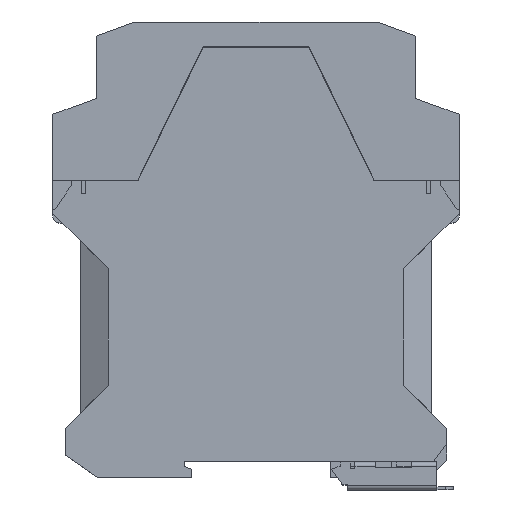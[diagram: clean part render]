
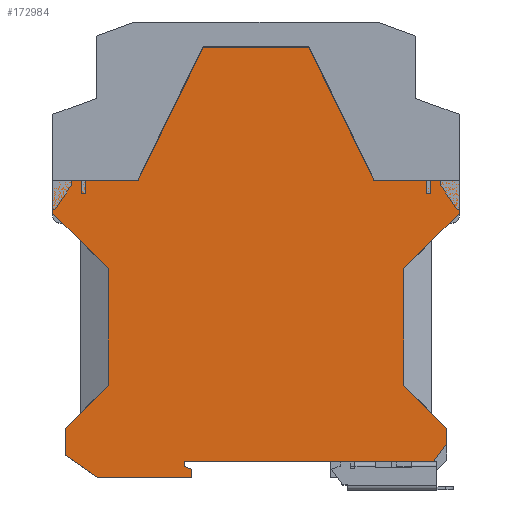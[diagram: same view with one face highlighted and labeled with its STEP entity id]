
A CAD part, top view. The second image highlights one B-rep face of the part: STEP entity #172984.
In plain terms, the highlighted planar face has unit normal (0, 0, 1).
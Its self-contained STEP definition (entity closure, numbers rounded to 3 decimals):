
#167875=DIRECTION('',(-0.707,0.707,
0.));
#167876=VECTOR('',#167875,19.166);
#167877=CARTESIAN_POINT('',(-35.948,-1.502,8.75));
#167878=LINE('',#167877,#167876);
#167879=DIRECTION('',(0.438,0.899,0.));
#167880=VECTOR('',#167879,36.048);
#167881=CARTESIAN_POINT('',(-28.653,20.1,8.75));
#167882=LINE('',#167881,#167880);
#167883=DIRECTION('',(0.438,-0.899,0.));
#167884=VECTOR('',#167883,36.048);
#167885=CARTESIAN_POINT('',(12.85,52.5,8.75));
#167886=LINE('',#167885,#167884);
#167887=DIRECTION('',(-0.707,-0.707,
0.));
#167888=VECTOR('',#167887,19.167);
#167889=CARTESIAN_POINT('',(49.501,12.051,8.75));
#167890=LINE('',#167889,#167888);
#167891=DIRECTION('',(0.707,-0.707,
0.));
#167892=VECTOR('',#167891,14.922);
#167893=CARTESIAN_POINT('',(35.948,-29.898,8.75));
#167894=LINE('',#167893,#167892);
#167895=DIRECTION('',(-0.596,-0.803,0.));
#167896=VECTOR('',#167895,5.472);
#167897=CARTESIAN_POINT('',(46.499,-44.106,8.75));
#167898=LINE('',#167897,#167896);
#167899=DIRECTION('',(0.94,-0.342,0.));
#167900=VECTOR('',#167899,2.022);
#167901=CARTESIAN_POINT('',(-17.5,-49.7,8.75));
#167902=LINE('',#167901,#167900);
#167903=DIRECTION('',(-0.819,0.574,0.));
#167904=VECTOR('',#167903,9.589);
#167905=CARTESIAN_POINT('',(-38.644,-52.4,8.75));
#167906=LINE('',#167905,#167904);
#167907=DIRECTION('',(0.707,0.707,0.));
#167908=VECTOR('',#167907,14.922);
#167909=CARTESIAN_POINT('',(-46.499,-40.449,8.75));
#167910=LINE('',#167909,#167908);
#167911=DIRECTION('',(0.,-1.,0.));
#167912=VECTOR('',#167911,28.395);
#167913=CARTESIAN_POINT('',(-35.948,-1.502,8.75));
#167914=LINE('',#167913,#167912);
#168170=DIRECTION('',(1.,0.,0.));
#168171=VECTOR('',#168170,60.739);
#168172=CARTESIAN_POINT('',(-17.5,-48.5,8.75));
#168173=LINE('',#168172,#168171);
#168262=DIRECTION('',(0.,1.,0.));
#168263=VECTOR('',#168262,2.008);
#168264=CARTESIAN_POINT('',(-15.6,-52.4,8.75));
#168265=LINE('',#168264,#168263);
#168338=DIRECTION('',(0.,1.,0.));
#168339=VECTOR('',#168338,1.2);
#168340=CARTESIAN_POINT('',(-17.5,-49.7,8.75));
#168341=LINE('',#168340,#168339);
#168346=DIRECTION('',(1.,0.,0.));
#168347=VECTOR('',#168346,23.044);
#168348=CARTESIAN_POINT('',(-38.644,-52.4,8.75));
#168349=LINE('',#168348,#168347);
#168362=DIRECTION('',(0.,-1.,0.));
#168363=VECTOR('',#168362,6.451);
#168364=CARTESIAN_POINT('',(-46.499,-40.449,8.75));
#168365=LINE('',#168364,#168363);
#168386=DIRECTION('',(0.,1.,0.));
#168387=VECTOR('',#168386,3.657);
#168388=CARTESIAN_POINT('',(46.499,-44.106,8.75));
#168389=LINE('',#168388,#168387);
#168402=DIRECTION('',(0.,1.,0.));
#168403=VECTOR('',#168402,28.395);
#168404=CARTESIAN_POINT('',(35.948,-29.898,8.75));
#168405=LINE('',#168404,#168403);
#169175=DIRECTION('',(0.,1.,0.));
#169176=VECTOR('',#169175,8.049);
#169177=CARTESIAN_POINT('',(49.501,12.051,8.75));
#169178=LINE('',#169177,#169176);
#169250=DIRECTION('',(-1.,0.,0.));
#169251=VECTOR('',#169250,20.848);
#169252=CARTESIAN_POINT('',(49.501,20.1,8.75));
#169253=LINE('',#169252,#169251);
#169451=DIRECTION('',(-1.,0.,0.));
#169452=VECTOR('',#169451,20.847);
#169453=CARTESIAN_POINT('',(-28.653,20.1,8.75));
#169454=LINE('',#169453,#169452);
#169543=DIRECTION('',(-1.,0.,0.));
#169544=VECTOR('',#169543,25.7);
#169545=CARTESIAN_POINT('',(12.85,52.5,8.75));
#169546=LINE('',#169545,#169544);
#169627=DIRECTION('',(0.,-1.,0.));
#169628=VECTOR('',#169627,8.05);
#169629=CARTESIAN_POINT('',(-49.5,20.1,8.75));
#169630=LINE('',#169629,#169628);
#171703=CARTESIAN_POINT('',(-35.948,-1.502,8.75));
#171704=CARTESIAN_POINT('',(-35.948,-29.898,8.75));
#171705=VERTEX_POINT('',#171703);
#171706=VERTEX_POINT('',#171704);
#171707=CARTESIAN_POINT('',(-49.5,20.1,8.75));
#171708=CARTESIAN_POINT('',(-49.5,12.05,8.75));
#171709=VERTEX_POINT('',#171707);
#171710=VERTEX_POINT('',#171708);
#171711=CARTESIAN_POINT('',(12.85,52.5,8.75));
#171712=CARTESIAN_POINT('',(-12.85,52.5,8.75));
#171713=VERTEX_POINT('',#171711);
#171714=VERTEX_POINT('',#171712);
#171715=CARTESIAN_POINT('',(49.501,12.051,8.75));
#171716=CARTESIAN_POINT('',(49.501,20.1,8.75));
#171717=VERTEX_POINT('',#171715);
#171718=VERTEX_POINT('',#171716);
#171719=CARTESIAN_POINT('',(35.948,-29.898,8.75));
#171720=CARTESIAN_POINT('',(35.948,-1.502,8.75));
#171721=VERTEX_POINT('',#171719);
#171722=VERTEX_POINT('',#171720);
#171723=CARTESIAN_POINT('',(46.499,-44.106,8.75));
#171724=CARTESIAN_POINT('',(46.499,-40.449,8.75));
#171725=VERTEX_POINT('',#171723);
#171726=VERTEX_POINT('',#171724);
#171727=CARTESIAN_POINT('',(43.239,-48.5,8.75));
#171728=VERTEX_POINT('',#171727);
#171729=CARTESIAN_POINT('',(-17.5,-49.7,8.75));
#171730=CARTESIAN_POINT('',(-17.5,-48.5,8.75));
#171731=VERTEX_POINT('',#171729);
#171732=VERTEX_POINT('',#171730);
#171733=CARTESIAN_POINT('',(-15.6,-50.392,8.75));
#171734=VERTEX_POINT('',#171733);
#171735=CARTESIAN_POINT('',(-15.6,-52.4,8.75));
#171736=VERTEX_POINT('',#171735);
#171737=CARTESIAN_POINT('',(-38.644,-52.4,8.75));
#171738=VERTEX_POINT('',#171737);
#171739=CARTESIAN_POINT('',(-46.499,-46.9,8.75));
#171740=VERTEX_POINT('',#171739);
#171741=CARTESIAN_POINT('',(-46.499,-40.449,8.75));
#171742=VERTEX_POINT('',#171741);
#172309=CARTESIAN_POINT('',(-28.653,20.1,8.75));
#172310=VERTEX_POINT('',#172309);
#172413=CARTESIAN_POINT('',(28.653,20.1,8.75));
#172414=VERTEX_POINT('',#172413);
#172933=CARTESIAN_POINT('',(0.,0.05,8.75));
#172934=DIRECTION('',(0.,0.,1.));
#172935=DIRECTION('',(-1.,0.,0.));
#172936=AXIS2_PLACEMENT_3D('',#172933,#172934,#172935);
#172937=PLANE('',#172936);
#172939=ORIENTED_EDGE('',*,*,#172938,.F.);
#172941=ORIENTED_EDGE('',*,*,#172940,.T.);
#172943=ORIENTED_EDGE('',*,*,#172942,.F.);
#172945=ORIENTED_EDGE('',*,*,#172944,.F.);
#172947=ORIENTED_EDGE('',*,*,#172946,.T.);
#172949=ORIENTED_EDGE('',*,*,#172948,.F.);
#172951=ORIENTED_EDGE('',*,*,#172950,.T.);
#172953=ORIENTED_EDGE('',*,*,#172952,.F.);
#172955=ORIENTED_EDGE('',*,*,#172954,.F.);
#172957=ORIENTED_EDGE('',*,*,#172956,.T.);
#172959=ORIENTED_EDGE('',*,*,#172958,.F.);
#172961=ORIENTED_EDGE('',*,*,#172960,.T.);
#172963=ORIENTED_EDGE('',*,*,#172962,.F.);
#172965=ORIENTED_EDGE('',*,*,#172964,.T.);
#172967=ORIENTED_EDGE('',*,*,#172966,.F.);
#172969=ORIENTED_EDGE('',*,*,#172968,.F.);
#172971=ORIENTED_EDGE('',*,*,#172970,.T.);
#172973=ORIENTED_EDGE('',*,*,#172972,.F.);
#172975=ORIENTED_EDGE('',*,*,#172974,.F.);
#172977=ORIENTED_EDGE('',*,*,#172976,.T.);
#172979=ORIENTED_EDGE('',*,*,#172978,.F.);
#172981=ORIENTED_EDGE('',*,*,#172980,.T.);
#172982=EDGE_LOOP('',(#172939,#172941,#172943,#172945,#172947,#172949,#172951,
#172953,#172955,#172957,#172959,#172961,#172963,#172965,#172967,#172969,#172971,
#172973,#172975,#172977,#172979,#172981));
#172983=FACE_OUTER_BOUND('',#172982,.F.);
#172984=ADVANCED_FACE('',(#172983),#172937,.T.);
#172938=EDGE_CURVE('',#171705,#171706,#167914,.T.);
#172940=EDGE_CURVE('',#171705,#171710,#167878,.T.);
#172942=EDGE_CURVE('',#171709,#171710,#169630,.T.);
#172944=EDGE_CURVE('',#172310,#171709,#169454,.T.);
#172946=EDGE_CURVE('',#172310,#171714,#167882,.T.);
#172948=EDGE_CURVE('',#171713,#171714,#169546,.T.);
#172950=EDGE_CURVE('',#171713,#172414,#167886,.T.);
#172952=EDGE_CURVE('',#171718,#172414,#169253,.T.);
#172954=EDGE_CURVE('',#171717,#171718,#169178,.T.);
#172956=EDGE_CURVE('',#171717,#171722,#167890,.T.);
#172958=EDGE_CURVE('',#171721,#171722,#168405,.T.);
#172960=EDGE_CURVE('',#171721,#171726,#167894,.T.);
#172962=EDGE_CURVE('',#171725,#171726,#168389,.T.);
#172964=EDGE_CURVE('',#171725,#171728,#167898,.T.);
#172966=EDGE_CURVE('',#171732,#171728,#168173,.T.);
#172968=EDGE_CURVE('',#171731,#171732,#168341,.T.);
#172970=EDGE_CURVE('',#171731,#171734,#167902,.T.);
#172972=EDGE_CURVE('',#171736,#171734,#168265,.T.);
#172974=EDGE_CURVE('',#171738,#171736,#168349,.T.);
#172976=EDGE_CURVE('',#171738,#171740,#167906,.T.);
#172978=EDGE_CURVE('',#171742,#171740,#168365,.T.);
#172980=EDGE_CURVE('',#171742,#171706,#167910,.T.);
